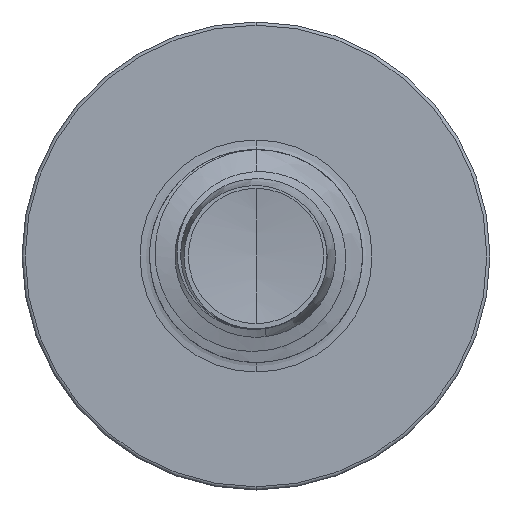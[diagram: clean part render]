
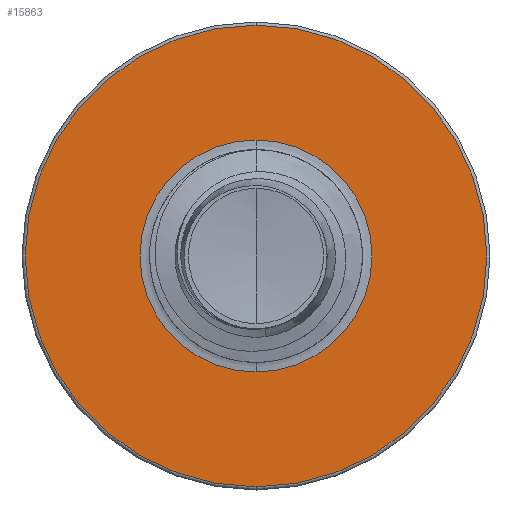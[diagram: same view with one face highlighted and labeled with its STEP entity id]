
A CAD part, front view. The second image highlights one B-rep face of the part: STEP entity #15863.
In plain terms, the highlighted planar face has unit normal (0, -1, 0).
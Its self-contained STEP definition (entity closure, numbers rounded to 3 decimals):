
#149 = ORIENTED_EDGE ( 'NONE', *, *, #13967, .T. ) ;
#794 = CARTESIAN_POINT ( 'NONE',  ( 0., 7.5, 2.713 ) ) ;
#1172 = VERTEX_POINT ( 'NONE', #21768 ) ;
#1186 = EDGE_CURVE ( 'NONE', #8722, #9110, #11177, .T. ) ;
#2917 = CIRCLE ( 'NONE', #7898, 1.363 ) ;
#4437 = CARTESIAN_POINT ( 'NONE',  ( 0., 7.5, -1.363 ) ) ;
#4526 = DIRECTION ( 'NONE',  ( 0., 0., 1. ) ) ;
#5249 = CARTESIAN_POINT ( 'NONE',  ( 0., 7.5, 0. ) ) ;
#5984 = CARTESIAN_POINT ( 'NONE',  ( 0., 7.5, 0. ) ) ;
#6126 = DIRECTION ( 'NONE',  ( 0., 1., 0. ) ) ;
#7292 = DIRECTION ( 'NONE',  ( 0., 0., 1. ) ) ;
#7853 = AXIS2_PLACEMENT_3D ( 'NONE', #23341, #21630, #23157 ) ;
#7898 = AXIS2_PLACEMENT_3D ( 'NONE', #17387, #6126, #18984 ) ;
#8048 = DIRECTION ( 'NONE',  ( 0., 0., 1. ) ) ;
#8708 = CIRCLE ( 'NONE', #22253, 1.363 ) ;
#8722 = VERTEX_POINT ( 'NONE', #19172 ) ;
#9110 = VERTEX_POINT ( 'NONE', #794 ) ;
#9267 = CIRCLE ( 'NONE', #14055, 2.713 ) ;
#9896 = ORIENTED_EDGE ( 'NONE', *, *, #18386, .F. ) ;
#11177 = CIRCLE ( 'NONE', #7853, 2.713 ) ;
#13936 = EDGE_LOOP ( 'NONE', ( #21949, #149 ) ) ;
#13967 = EDGE_CURVE ( 'NONE', #1172, #14094, #8708, .T. ) ;
#14055 = AXIS2_PLACEMENT_3D ( 'NONE', #5984, #18889, #8048 ) ;
#14094 = VERTEX_POINT ( 'NONE', #18458 ) ;
#15863 = ADVANCED_FACE ( 'NONE', ( #21916, #18336 ), #19242, .F. ) ;
#16074 = DIRECTION ( 'NONE',  ( 0., 1., 0. ) ) ;
#17387 = CARTESIAN_POINT ( 'NONE',  ( 0., 7.5, 0. ) ) ;
#18329 = DIRECTION ( 'NONE',  ( 0., 1., 0. ) ) ;
#18336 = FACE_BOUND ( 'NONE', #13936, .T. ) ;
#18386 = EDGE_CURVE ( 'NONE', #9110, #8722, #9267, .T. ) ;
#18458 = CARTESIAN_POINT ( 'NONE',  ( 0., 7.5, 1.363 ) ) ;
#18547 = EDGE_LOOP ( 'NONE', ( #9896, #20631 ) ) ;
#18889 = DIRECTION ( 'NONE',  ( 0., 1., 0. ) ) ;
#18984 = DIRECTION ( 'NONE',  ( 0., 0., 1. ) ) ;
#19172 = CARTESIAN_POINT ( 'NONE',  ( 0., 7.5, -2.712 ) ) ;
#19242 = PLANE ( 'NONE',  #20123 ) ;
#19411 = EDGE_CURVE ( 'NONE', #14094, #1172, #2917, .T. ) ;
#20123 = AXIS2_PLACEMENT_3D ( 'NONE', #4437, #16074, #4526 ) ;
#20631 = ORIENTED_EDGE ( 'NONE', *, *, #1186, .F. ) ;
#21630 = DIRECTION ( 'NONE',  ( 0., 1., 0. ) ) ;
#21768 = CARTESIAN_POINT ( 'NONE',  ( 0., 7.5, -1.363 ) ) ;
#21916 = FACE_OUTER_BOUND ( 'NONE', #18547, .T. ) ;
#21949 = ORIENTED_EDGE ( 'NONE', *, *, #19411, .T. ) ;
#22253 = AXIS2_PLACEMENT_3D ( 'NONE', #5249, #18329, #7292 ) ;
#23157 = DIRECTION ( 'NONE',  ( 0., 0., 1. ) ) ;
#23341 = CARTESIAN_POINT ( 'NONE',  ( 0., 7.5, 0. ) ) ;
